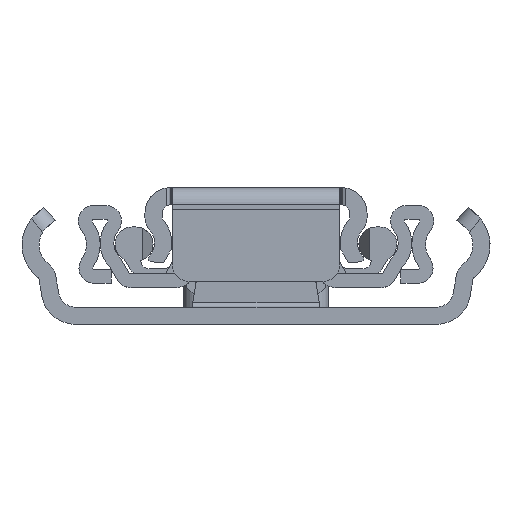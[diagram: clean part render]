
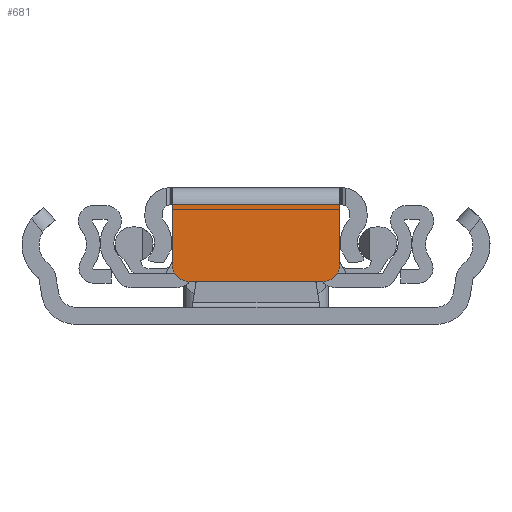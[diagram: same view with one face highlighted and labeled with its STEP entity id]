
A CAD part, left-side view. The second image highlights one B-rep face of the part: STEP entity #681.
In plain terms, the highlighted planar face has unit normal (-1, 0, 0).
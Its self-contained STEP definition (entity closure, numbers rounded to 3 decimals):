
#292 = ORIENTED_EDGE ( 'NONE', *, *, #12504, .T. ) ;
#580 = VERTEX_POINT ( 'NONE', #10995 ) ;
#581 = DIRECTION ( 'NONE',  ( 0., 0., 1. ) ) ;
#681 = ADVANCED_FACE ( 'NONE', ( #3886 ), #10022, .F. ) ;
#1470 = ORIENTED_EDGE ( 'NONE', *, *, #10011, .T. ) ;
#1846 = VECTOR ( 'NONE', #9114, 1000. ) ;
#1918 = DIRECTION ( 'NONE',  ( 0., -1., 0. ) ) ;
#2335 = VECTOR ( 'NONE', #5072, 1000. ) ;
#2958 = DIRECTION ( 'NONE',  ( -1., 0., 0. ) ) ;
#2977 = CARTESIAN_POINT ( 'NONE',  ( 0., 0., 5. ) ) ;
#3382 = VERTEX_POINT ( 'NONE', #10922 ) ;
#3886 = FACE_OUTER_BOUND ( 'NONE', #4270, .T. ) ;
#4180 = CARTESIAN_POINT ( 'NONE',  ( 0., 7.8, 7. ) ) ;
#4232 = ORIENTED_EDGE ( 'NONE', *, *, #10493, .T. ) ;
#4270 = EDGE_LOOP ( 'NONE', ( #4757, #292, #10529, #4232, #1470, #13848 ) ) ;
#4331 = LINE ( 'NONE', #9253, #11420 ) ;
#4633 = AXIS2_PLACEMENT_3D ( 'NONE', #15242, #9005, #581 ) ;
#4757 = ORIENTED_EDGE ( 'NONE', *, *, #11681, .T. ) ;
#5005 = EDGE_CURVE ( 'NONE', #5748, #580, #12631, .T. ) ;
#5072 = DIRECTION ( 'NONE',  ( 0., 0., 1. ) ) ;
#5183 = AXIS2_PLACEMENT_3D ( 'NONE', #14873, #12457, #12609 ) ;
#5748 = VERTEX_POINT ( 'NONE', #11628 ) ;
#5787 = CARTESIAN_POINT ( 'NONE',  ( 0., -10.9, 14. ) ) ;
#6328 = VERTEX_POINT ( 'NONE', #13390 ) ;
#6768 = LINE ( 'NONE', #5787, #1846 ) ;
#6796 = CARTESIAN_POINT ( 'NONE',  ( 0., 9.8, 14. ) ) ;
#7146 = VERTEX_POINT ( 'NONE', #6796 ) ;
#8008 = CIRCLE ( 'NONE', #9294, 2. ) ;
#8044 = CARTESIAN_POINT ( 'NONE',  ( 0., -9.8, 14. ) ) ;
#9005 = DIRECTION ( 'NONE',  ( -1., 0., 0. ) ) ;
#9114 = DIRECTION ( 'NONE',  ( 0., 1., 0. ) ) ;
#9226 = VERTEX_POINT ( 'NONE', #8044 ) ;
#9253 = CARTESIAN_POINT ( 'NONE',  ( 0., 9.8, 7.215 ) ) ;
#9294 = AXIS2_PLACEMENT_3D ( 'NONE', #4180, #2958, #12827 ) ;
#10011 = EDGE_CURVE ( 'NONE', #3382, #5748, #10579, .T. ) ;
#10022 = PLANE ( 'NONE',  #5183 ) ;
#10493 = EDGE_CURVE ( 'NONE', #6328, #3382, #8008, .T. ) ;
#10529 = ORIENTED_EDGE ( 'NONE', *, *, #14223, .F. ) ;
#10579 = LINE ( 'NONE', #2977, #15782 ) ;
#10922 = CARTESIAN_POINT ( 'NONE',  ( 0., 7.8, 5. ) ) ;
#10995 = CARTESIAN_POINT ( 'NONE',  ( 0., -9.8, 7. ) ) ;
#11295 = CARTESIAN_POINT ( 'NONE',  ( 0., -9.8, 7.215 ) ) ;
#11420 = VECTOR ( 'NONE', #14193, 1000. ) ;
#11628 = CARTESIAN_POINT ( 'NONE',  ( 0., -7.8, 5. ) ) ;
#11681 = EDGE_CURVE ( 'NONE', #580, #9226, #14780, .T. ) ;
#12457 = DIRECTION ( 'NONE',  ( 1., 0., 0. ) ) ;
#12504 = EDGE_CURVE ( 'NONE', #9226, #7146, #6768, .T. ) ;
#12609 = DIRECTION ( 'NONE',  ( 0., 0., -1. ) ) ;
#12631 = CIRCLE ( 'NONE', #4633, 2. ) ;
#12827 = DIRECTION ( 'NONE',  ( 0., 0., 1. ) ) ;
#13390 = CARTESIAN_POINT ( 'NONE',  ( 0., 9.8, 7. ) ) ;
#13848 = ORIENTED_EDGE ( 'NONE', *, *, #5005, .T. ) ;
#14193 = DIRECTION ( 'NONE',  ( 0., 0., 1. ) ) ;
#14223 = EDGE_CURVE ( 'NONE', #6328, #7146, #4331, .T. ) ;
#14780 = LINE ( 'NONE', #11295, #2335 ) ;
#14873 = CARTESIAN_POINT ( 'NONE',  ( 0., -10.9, 12.463 ) ) ;
#15242 = CARTESIAN_POINT ( 'NONE',  ( 0., -7.8, 7. ) ) ;
#15782 = VECTOR ( 'NONE', #1918, 1000. ) ;
